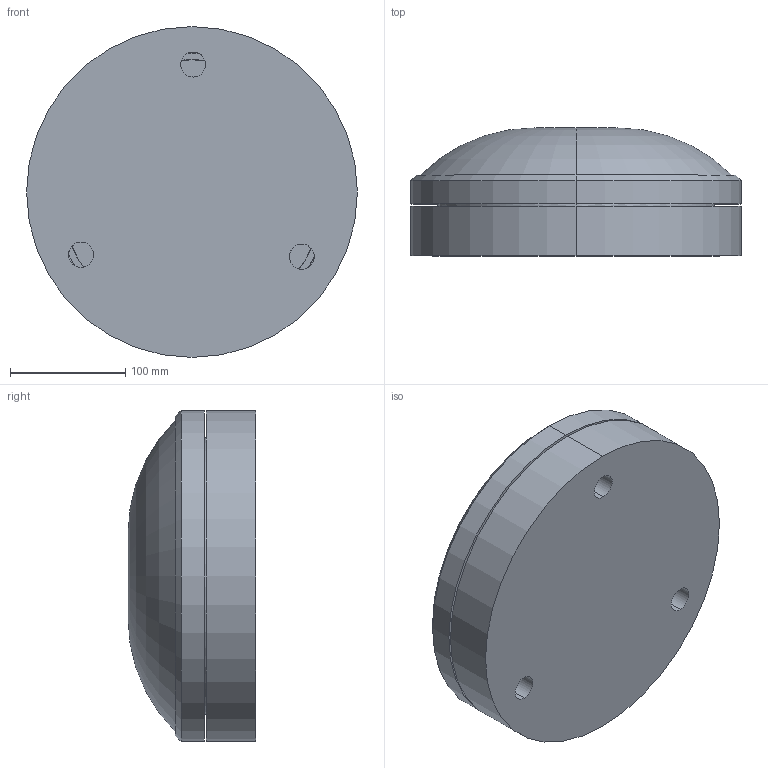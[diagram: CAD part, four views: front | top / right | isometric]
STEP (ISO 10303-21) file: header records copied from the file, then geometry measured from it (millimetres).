
FILE_DESCRIPTION (( 'STEP AP214' ), '1' );
FILE_NAME ('STAR NBT 11 F118 240V black E.STEP', '2018-06-24T18:30:33', ( '' ), ( '' ), 'SwSTEP 2.0', 'SolidWorks 2013', '' );
FILE_SCHEMA (( 'AUTOMOTIVE_DESIGN' ));
Length unit declared in the file: millimetre
Products named in the file (1): STAR NBT 11 F118 240V black E
Bounding box: 287 x 111 x 287 mm (x, y, z)
Volume: 4924855.8 mm3; surface area: 423413 mm2
Topology: 1 solids, 2 shells, 32 faces, 82 edges, 50 vertices
Faces by surface type: cylinder 14, plane 12, torus 4, cone 2
Entity records: 1085 total; most frequent: DIRECTION 214, CARTESIAN_POINT 165, ORIENTED_EDGE 164, AXIS2_PLACEMENT_3D 99, EDGE_CURVE 82, CIRCLE 66, VERTEX_POINT 50, EDGE_LOOP 38
